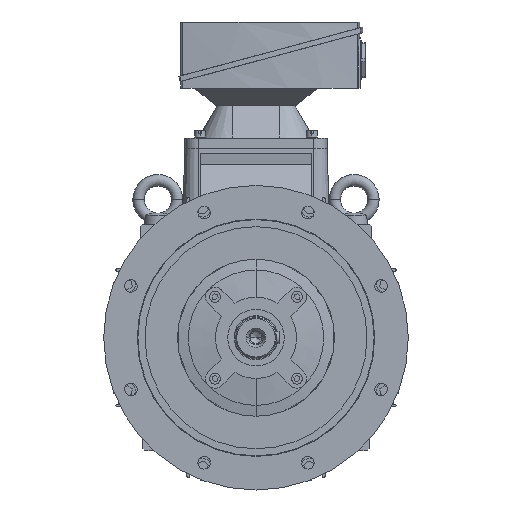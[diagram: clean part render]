
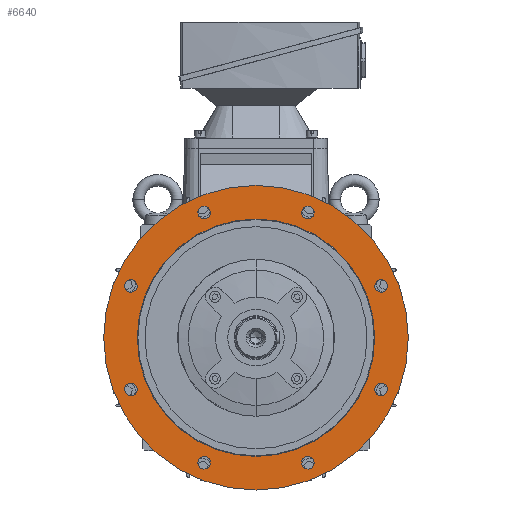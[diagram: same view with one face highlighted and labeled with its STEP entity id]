
A CAD part, left-side view. The second image highlights one B-rep face of the part: STEP entity #6640.
In plain terms, the highlighted planar face has unit normal (-1, 0, 0).
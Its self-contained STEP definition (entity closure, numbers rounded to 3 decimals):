
#6640=ADVANCED_FACE('',(#13845,#13846,#13847,#13848,#13849,#13850,#13851,#13852,#13853,#13854),#13855,.T.);
#13845=FACE_BOUND('',#21501,.T.);
#13846=FACE_BOUND('',#21502,.T.);
#13847=FACE_BOUND('',#21503,.T.);
#13848=FACE_BOUND('',#21504,.T.);
#13849=FACE_BOUND('',#21505,.T.);
#13850=FACE_BOUND('',#21506,.T.);
#13851=FACE_BOUND('',#21507,.T.);
#13852=FACE_BOUND('',#21508,.T.);
#13853=FACE_OUTER_BOUND('',#21509,.T.);
#13854=FACE_BOUND('',#21510,.T.);
#13855=PLANE('',#21511);
#21501=EDGE_LOOP('',(#39834,#39835));
#21502=EDGE_LOOP('',(#39836,#39837));
#21503=EDGE_LOOP('',(#39838,#39839));
#21504=EDGE_LOOP('',(#39840,#39841));
#21505=EDGE_LOOP('',(#39842,#39843));
#21506=EDGE_LOOP('',(#39844,#39845));
#21507=EDGE_LOOP('',(#39846,#39847));
#21508=EDGE_LOOP('',(#39848,#39849));
#21509=EDGE_LOOP('',(#39850,#39851));
#21510=EDGE_LOOP('',(#39852,#39853));
#21511=AXIS2_PLACEMENT_3D('',#39854,#39855,#39856);
#39834=ORIENTED_EDGE('',*,*,#52461,.T.);
#39835=ORIENTED_EDGE('',*,*,#52456,.T.);
#39836=ORIENTED_EDGE('',*,*,#52464,.T.);
#39837=ORIENTED_EDGE('',*,*,#52451,.T.);
#39838=ORIENTED_EDGE('',*,*,#52467,.T.);
#39839=ORIENTED_EDGE('',*,*,#52446,.T.);
#39840=ORIENTED_EDGE('',*,*,#52470,.T.);
#39841=ORIENTED_EDGE('',*,*,#52441,.T.);
#39842=ORIENTED_EDGE('',*,*,#52473,.T.);
#39843=ORIENTED_EDGE('',*,*,#52436,.T.);
#39844=ORIENTED_EDGE('',*,*,#52476,.T.);
#39845=ORIENTED_EDGE('',*,*,#52431,.T.);
#39846=ORIENTED_EDGE('',*,*,#52479,.T.);
#39847=ORIENTED_EDGE('',*,*,#52426,.T.);
#39848=ORIENTED_EDGE('',*,*,#52482,.T.);
#39849=ORIENTED_EDGE('',*,*,#52421,.T.);
#39850=ORIENTED_EDGE('',*,*,#52310,.F.);
#39851=ORIENTED_EDGE('',*,*,#52665,.F.);
#39852=ORIENTED_EDGE('',*,*,#52317,.T.);
#39853=ORIENTED_EDGE('',*,*,#52663,.T.);
#39854=CARTESIAN_POINT('',(-115.0,0.0,200.2));
#39855=DIRECTION('',(-1.0,-0.0,-0.0));
#39856=DIRECTION('',(0.0,0.0,-1.0));
#52310=EDGE_CURVE('',#64301,#64304,#64305,.T.);
#52317=EDGE_CURVE('',#64311,#64315,#64317,.T.);
#52421=EDGE_CURVE('',#64496,#64493,#64497,.T.);
#52426=EDGE_CURVE('',#64505,#64502,#64506,.T.);
#52431=EDGE_CURVE('',#64514,#64511,#64515,.T.);
#52436=EDGE_CURVE('',#64523,#64520,#64524,.T.);
#52441=EDGE_CURVE('',#64532,#64529,#64533,.T.);
#52446=EDGE_CURVE('',#64541,#64538,#64542,.T.);
#52451=EDGE_CURVE('',#64550,#64547,#64551,.T.);
#52456=EDGE_CURVE('',#64559,#64556,#64560,.T.);
#52461=EDGE_CURVE('',#64556,#64559,#64566,.T.);
#52464=EDGE_CURVE('',#64547,#64550,#64569,.T.);
#52467=EDGE_CURVE('',#64538,#64541,#64572,.T.);
#52470=EDGE_CURVE('',#64529,#64532,#64575,.T.);
#52473=EDGE_CURVE('',#64520,#64523,#64578,.T.);
#52476=EDGE_CURVE('',#64511,#64514,#64581,.T.);
#52479=EDGE_CURVE('',#64502,#64505,#64584,.T.);
#52482=EDGE_CURVE('',#64493,#64496,#64587,.T.);
#52663=EDGE_CURVE('',#64315,#64311,#64843,.T.);
#52665=EDGE_CURVE('',#64304,#64301,#64845,.T.);
#64301=VERTEX_POINT('',#81070);
#64304=VERTEX_POINT('',#81074);
#64305=CIRCLE('',#81075,225.0);
#64311=VERTEX_POINT('',#81082);
#64315=VERTEX_POINT('',#81086);
#64317=CIRCLE('',#81088,175.4);
#64493=VERTEX_POINT('',#81658);
#64496=VERTEX_POINT('',#81662);
#64497=CIRCLE('',#81663,9.25);
#64502=VERTEX_POINT('',#81669);
#64505=VERTEX_POINT('',#81673);
#64506=CIRCLE('',#81674,9.25);
#64511=VERTEX_POINT('',#81680);
#64514=VERTEX_POINT('',#81684);
#64515=CIRCLE('',#81685,9.25);
#64520=VERTEX_POINT('',#81691);
#64523=VERTEX_POINT('',#81695);
#64524=CIRCLE('',#81696,9.25);
#64529=VERTEX_POINT('',#81702);
#64532=VERTEX_POINT('',#81706);
#64533=CIRCLE('',#81707,9.25);
#64538=VERTEX_POINT('',#81713);
#64541=VERTEX_POINT('',#81717);
#64542=CIRCLE('',#81718,9.25);
#64547=VERTEX_POINT('',#81724);
#64550=VERTEX_POINT('',#81728);
#64551=CIRCLE('',#81729,9.25);
#64556=VERTEX_POINT('',#81735);
#64559=VERTEX_POINT('',#81739);
#64560=CIRCLE('',#81740,9.25);
#64566=CIRCLE('',#81747,9.25);
#64569=CIRCLE('',#81750,9.25);
#64572=CIRCLE('',#81753,9.25);
#64575=CIRCLE('',#81756,9.25);
#64578=CIRCLE('',#81759,9.25);
#64581=CIRCLE('',#81762,9.25);
#64584=CIRCLE('',#81765,9.25);
#64587=CIRCLE('',#81768,9.25);
#64843=CIRCLE('',#82447,175.4);
#64845=CIRCLE('',#82449,225.0);
#81070=CARTESIAN_POINT('',(-115.0,0.0,225.0));
#81074=CARTESIAN_POINT('',(-115.0,0.,-225.0));
#81075=AXIS2_PLACEMENT_3D('',#103655,#103656,#103657);
#81082=CARTESIAN_POINT('',(-115.0,0.0,175.4));
#81086=CARTESIAN_POINT('',(-115.0,0.,-175.4));
#81088=AXIS2_PLACEMENT_3D('',#103671,#103672,#103673);
#81658=CARTESIAN_POINT('',(-115.0,181.236,-85.083));
#81662=CARTESIAN_POINT('',(-115.0,188.316,-67.991));
#81663=AXIS2_PLACEMENT_3D('',#103796,#103797,#103798);
#81669=CARTESIAN_POINT('',(-115.0,67.991,-188.316));
#81673=CARTESIAN_POINT('',(-115.0,85.083,-181.236));
#81674=AXIS2_PLACEMENT_3D('',#103804,#103805,#103806);
#81680=CARTESIAN_POINT('',(-115.0,-85.083,-181.236));
#81684=CARTESIAN_POINT('',(-115.0,-67.991,-188.316));
#81685=AXIS2_PLACEMENT_3D('',#103812,#103813,#103814);
#81691=CARTESIAN_POINT('',(-115.0,-188.316,-67.991));
#81695=CARTESIAN_POINT('',(-115.0,-181.236,-85.083));
#81696=AXIS2_PLACEMENT_3D('',#103820,#103821,#103822);
#81702=CARTESIAN_POINT('',(-115.0,-181.236,85.083));
#81706=CARTESIAN_POINT('',(-115.0,-188.316,67.991));
#81707=AXIS2_PLACEMENT_3D('',#103828,#103829,#103830);
#81713=CARTESIAN_POINT('',(-115.0,-67.991,188.316));
#81717=CARTESIAN_POINT('',(-115.0,-85.083,181.236));
#81718=AXIS2_PLACEMENT_3D('',#103836,#103837,#103838);
#81724=CARTESIAN_POINT('',(-115.0,85.083,181.236));
#81728=CARTESIAN_POINT('',(-115.0,67.991,188.316));
#81729=AXIS2_PLACEMENT_3D('',#103844,#103845,#103846);
#81735=CARTESIAN_POINT('',(-115.0,188.316,67.991));
#81739=CARTESIAN_POINT('',(-115.0,181.236,85.083));
#81740=AXIS2_PLACEMENT_3D('',#103852,#103853,#103854);
#81747=AXIS2_PLACEMENT_3D('',#103862,#103863,#103864);
#81750=AXIS2_PLACEMENT_3D('',#103868,#103869,#103870);
#81753=AXIS2_PLACEMENT_3D('',#103874,#103875,#103876);
#81756=AXIS2_PLACEMENT_3D('',#103880,#103881,#103882);
#81759=AXIS2_PLACEMENT_3D('',#103886,#103887,#103888);
#81762=AXIS2_PLACEMENT_3D('',#103892,#103893,#103894);
#81765=AXIS2_PLACEMENT_3D('',#103898,#103899,#103900);
#81768=AXIS2_PLACEMENT_3D('',#103904,#103905,#103906);
#82447=AXIS2_PLACEMENT_3D('',#104093,#104094,#104095);
#82449=AXIS2_PLACEMENT_3D('',#104096,#104097,#104098);
#103655=CARTESIAN_POINT('',(-115.0,0.0,0.0));
#103656=DIRECTION('',(1.0,0.0,-0.0));
#103657=DIRECTION('',(0.0,0.0,1.0));
#103671=CARTESIAN_POINT('',(-115.0,0.0,0.0));
#103672=DIRECTION('',(1.0,0.0,-0.0));
#103673=DIRECTION('',(0.0,0.0,1.0));
#103796=CARTESIAN_POINT('',(-115.0,184.776,-76.537));
#103797=DIRECTION('',(1.0,0.0,0.0));
#103798=DIRECTION('',(0.0,-0.383,-0.924));
#103804=CARTESIAN_POINT('',(-115.0,76.537,-184.776));
#103805=DIRECTION('',(1.0,0.0,0.0));
#103806=DIRECTION('',(0.0,-0.924,-0.383));
#103812=CARTESIAN_POINT('',(-115.0,-76.537,-184.776));
#103813=DIRECTION('',(1.0,0.0,0.0));
#103814=DIRECTION('',(0.0,-0.924,0.383));
#103820=CARTESIAN_POINT('',(-115.0,-184.776,-76.537));
#103821=DIRECTION('',(1.0,0.0,0.0));
#103822=DIRECTION('',(0.0,-0.383,0.924));
#103828=CARTESIAN_POINT('',(-115.0,-184.776,76.537));
#103829=DIRECTION('',(1.0,0.0,-0.0));
#103830=DIRECTION('',(0.0,0.383,0.924));
#103836=CARTESIAN_POINT('',(-115.0,-76.537,184.776));
#103837=DIRECTION('',(1.0,0.0,-0.0));
#103838=DIRECTION('',(0.0,0.924,0.383));
#103844=CARTESIAN_POINT('',(-115.0,76.537,184.776));
#103845=DIRECTION('',(1.0,0.0,0.0));
#103846=DIRECTION('',(0.0,0.924,-0.383));
#103852=CARTESIAN_POINT('',(-115.0,184.776,76.537));
#103853=DIRECTION('',(1.0,0.0,0.0));
#103854=DIRECTION('',(0.0,0.383,-0.924));
#103862=CARTESIAN_POINT('',(-115.0,184.776,76.537));
#103863=DIRECTION('',(1.0,0.0,0.0));
#103864=DIRECTION('',(0.0,0.383,-0.924));
#103868=CARTESIAN_POINT('',(-115.0,76.537,184.776));
#103869=DIRECTION('',(1.0,0.0,0.0));
#103870=DIRECTION('',(0.0,0.924,-0.383));
#103874=CARTESIAN_POINT('',(-115.0,-76.537,184.776));
#103875=DIRECTION('',(1.0,0.0,-0.0));
#103876=DIRECTION('',(0.0,0.924,0.383));
#103880=CARTESIAN_POINT('',(-115.0,-184.776,76.537));
#103881=DIRECTION('',(1.0,0.0,-0.0));
#103882=DIRECTION('',(0.0,0.383,0.924));
#103886=CARTESIAN_POINT('',(-115.0,-184.776,-76.537));
#103887=DIRECTION('',(1.0,0.0,0.0));
#103888=DIRECTION('',(0.0,-0.383,0.924));
#103892=CARTESIAN_POINT('',(-115.0,-76.537,-184.776));
#103893=DIRECTION('',(1.0,0.0,0.0));
#103894=DIRECTION('',(0.0,-0.924,0.383));
#103898=CARTESIAN_POINT('',(-115.0,76.537,-184.776));
#103899=DIRECTION('',(1.0,0.0,0.0));
#103900=DIRECTION('',(0.0,-0.924,-0.383));
#103904=CARTESIAN_POINT('',(-115.0,184.776,-76.537));
#103905=DIRECTION('',(1.0,0.0,0.0));
#103906=DIRECTION('',(0.0,-0.383,-0.924));
#104093=CARTESIAN_POINT('',(-115.0,0.0,0.0));
#104094=DIRECTION('',(1.0,0.0,-0.0));
#104095=DIRECTION('',(0.0,0.0,1.0));
#104096=CARTESIAN_POINT('',(-115.0,0.0,0.0));
#104097=DIRECTION('',(1.0,0.0,-0.0));
#104098=DIRECTION('',(0.0,0.0,1.0));
